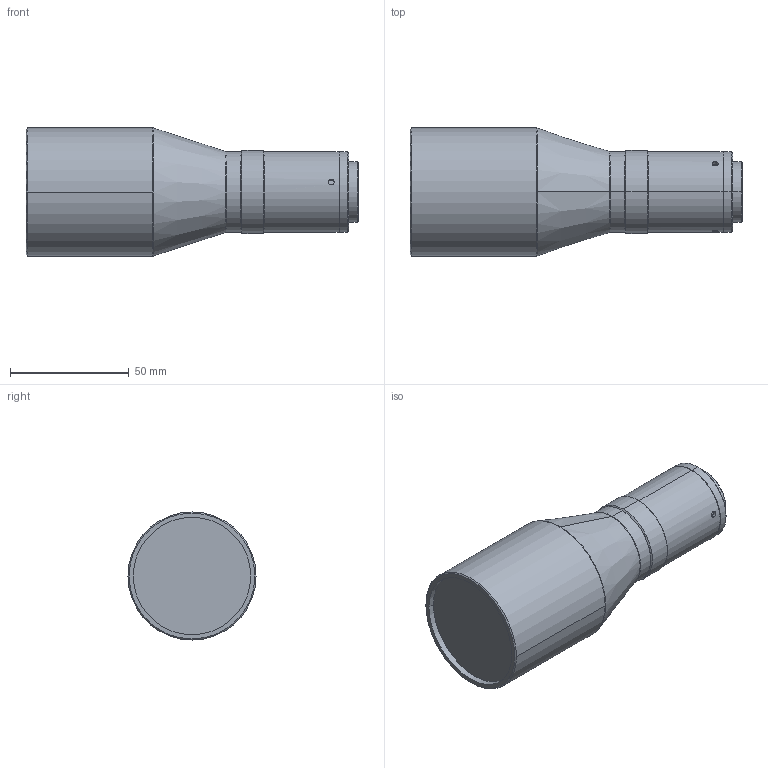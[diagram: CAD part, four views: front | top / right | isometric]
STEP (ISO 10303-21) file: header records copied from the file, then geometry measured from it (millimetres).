
FILE_DESCRIPTION (( 'STEP AP203' ), '1' );
FILE_NAME ('DTCM230-36.STEP', '2019-11-13T08:11:22', ( 'Windows 蚚誧' ), ( '' ), 'SwSTEP 2.0', 'SolidWorks 2017', '' );
FILE_SCHEMA (( 'CONFIG_CONTROL_DESIGN' ));
Length unit declared in the file: millimetre
Products named in the file (1): DTCM230-36
Bounding box: 139.99 x 54 x 54 mm (x, y, z)
Volume: 213958.1 mm3; surface area: 23307 mm2
Topology: 1 solids, 1 shells, 60 faces, 124 edges, 76 vertices
Faces by surface type: cylinder 24, cone 23, plane 9, bspline 4
Entity records: 1941 total; most frequent: CARTESIAN_POINT 585, DIRECTION 286, ORIENTED_EDGE 248, EDGE_CURVE 124, AXIS2_PLACEMENT_3D 121, VERTEX_POINT 76, EDGE_LOOP 70, CIRCLE 64
